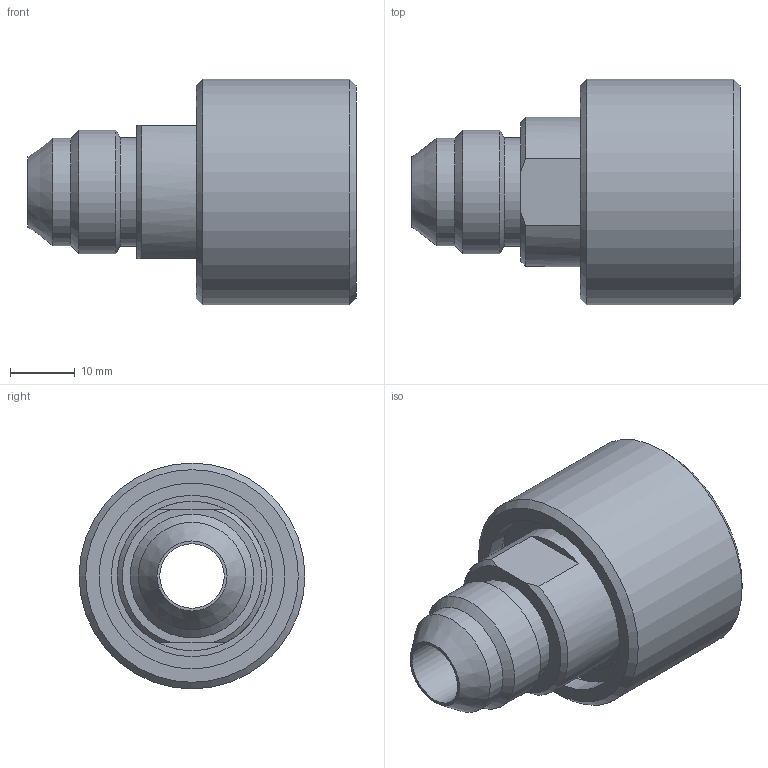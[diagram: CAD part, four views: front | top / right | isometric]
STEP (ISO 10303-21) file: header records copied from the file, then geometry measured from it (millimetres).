
FILE_DESCRIPTION(/* description */ (''),/* implementation_level */ '2;1');
FILE_NAME(/* name */ 'METH-089080.stp',/* time_stamp */ '2015-05-27T11:40:52-05:00',/* author */ ('scottg'),/* organization */ ('FasTest,Inc.'),/* preprocessor_version */ 'ST-DEVELOPER v15.2',/* originating_system */ 'Autodesk Inventor 2014',/* authorisation */ '');
FILE_SCHEMA (('AUTOMOTIVE_DESIGN { 1 0 10303 214 3 1 1 }'));
Length unit declared in the file: inch
Products named in the file (1): METH-089080
Bounding box: 50.55 x 34.8 x 34.8 mm (x, y, z)
Volume: 23074.6 mm3; surface area: 9605.2 mm2
Topology: 1 solids, 3 shells, 43 faces, 81 edges, 50 vertices
Faces by surface type: plane 16, cylinder 13, cone 11, torus 3
Full cylindrical faces by diameter (mm): 9.931 x1, 16.535 x1, 16.662 x1, 17.323 x2, 19.05 x2, 23.012 x1, 24.841 x1, 28.626 x2, 30.429 x1, 34.798 x1
Entity records: 945 total; most frequent: DIRECTION 176, CARTESIAN_POINT 150, ORIENTED_EDGE 108, AXIS2_PLACEMENT_3D 84, EDGE_LOOP 80, EDGE_CURVE 52, VERTEX_POINT 46, ADVANCED_FACE 43
